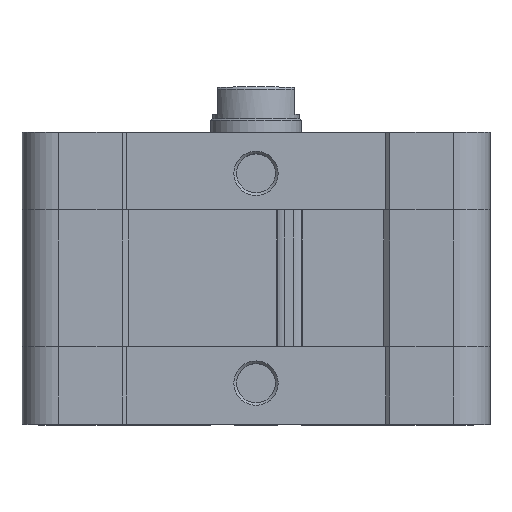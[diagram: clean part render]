
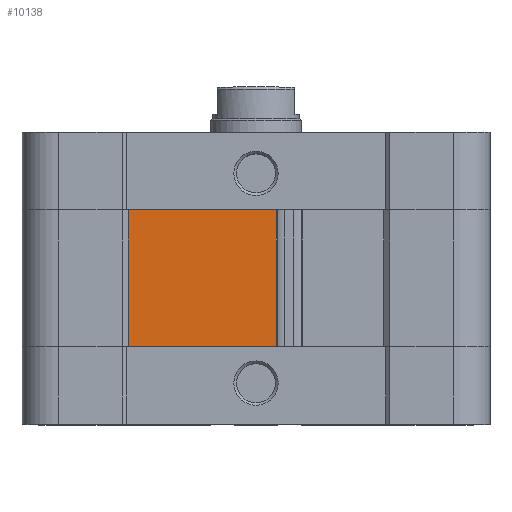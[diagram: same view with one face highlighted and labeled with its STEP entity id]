
A CAD part, top view. The second image highlights one B-rep face of the part: STEP entity #10138.
In plain terms, the highlighted face is planar.
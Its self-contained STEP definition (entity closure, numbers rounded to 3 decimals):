
#964=FACE_OUTER_BOUND('',#1574,.T.);
#1574=EDGE_LOOP('',(#7639,#7640,#7641,#7642));
#2337=LINE('',#15557,#3417);
#2338=LINE('',#15559,#3418);
#2339=LINE('',#15561,#3419);
#2340=LINE('',#15562,#3420);
#3417=VECTOR('',#12527,32.45);
#3418=VECTOR('',#12528,30.);
#3419=VECTOR('',#12529,32.45);
#3420=VECTOR('',#12530,30.);
#4487=VERTEX_POINT('',#15555);
#4488=VERTEX_POINT('',#15556);
#4489=VERTEX_POINT('',#15558);
#4490=VERTEX_POINT('',#15560);
#5654=EDGE_CURVE('',#4487,#4488,#2337,.T.);
#5655=EDGE_CURVE('',#4489,#4488,#2338,.T.);
#5656=EDGE_CURVE('',#4490,#4489,#2339,.T.);
#5657=EDGE_CURVE('',#4490,#4487,#2340,.T.);
#7639=ORIENTED_EDGE('',*,*,#5654,.T.);
#7640=ORIENTED_EDGE('',*,*,#5655,.F.);
#7641=ORIENTED_EDGE('',*,*,#5656,.F.);
#7642=ORIENTED_EDGE('',*,*,#5657,.T.);
#9713=PLANE('',#10845);
#10138=ADVANCED_FACE('',(#964),#9713,.F.);
#10845=AXIS2_PLACEMENT_3D('',#15554,#12525,#12526);
#12525=DIRECTION('center_axis',(0.,-1.,0.));
#12526=DIRECTION('ref_axis',(0.,0.,-1.));
#12527=DIRECTION('',(-1.,0.,0.));
#12528=DIRECTION('',(0.,0.,-1.));
#12529=DIRECTION('',(-1.,0.,0.));
#12530=DIRECTION('',(0.,0.,-1.));
#15554=CARTESIAN_POINT('Origin',(4.45,50.,30.));
#15555=CARTESIAN_POINT('',(4.45,50.,0.));
#15556=CARTESIAN_POINT('',(-28.,50.,0.));
#15557=CARTESIAN_POINT('',(4.45,50.,0.));
#15558=CARTESIAN_POINT('',(-28.,50.,30.));
#15559=CARTESIAN_POINT('',(-28.,50.,30.));
#15560=CARTESIAN_POINT('',(4.45,50.,30.));
#15561=CARTESIAN_POINT('',(4.45,50.,30.));
#15562=CARTESIAN_POINT('',(4.45,50.,30.));
